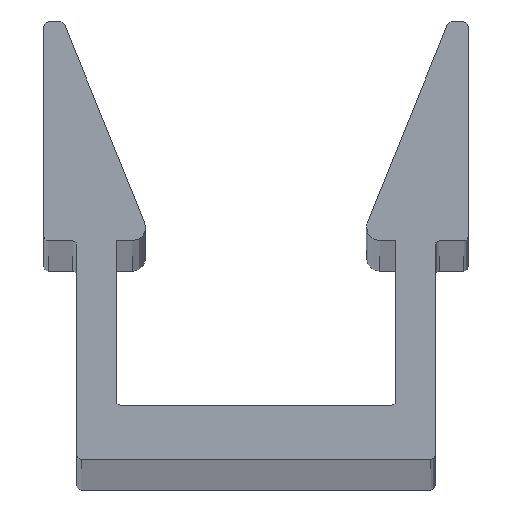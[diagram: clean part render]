
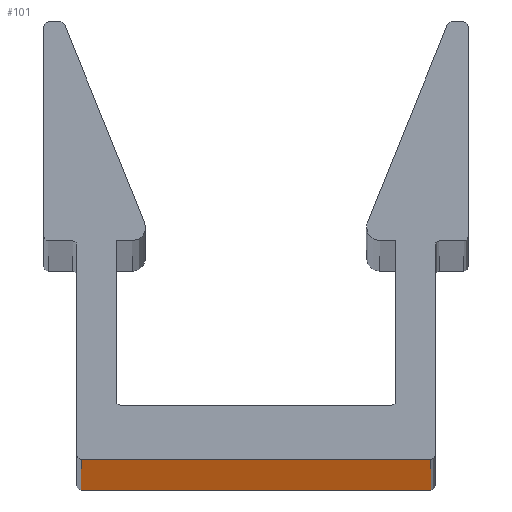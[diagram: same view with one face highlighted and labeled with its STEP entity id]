
A CAD part, top view. The second image highlights one B-rep face of the part: STEP entity #101.
In plain terms, the highlighted planar face has unit normal (0, -1, 0).
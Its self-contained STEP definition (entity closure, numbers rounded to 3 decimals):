
#10 = ORIENTED_EDGE ( 'NONE', *, *, #839, .T. ) ;
#29 = CARTESIAN_POINT ( 'NONE',  ( -5.207, 0., 508. ) ) ;
#34 = CARTESIAN_POINT ( 'NONE',  ( 5.073, 0., 508. ) ) ;
#38 = CARTESIAN_POINT ( 'NONE',  ( -5.073, 0., 508. ) ) ;
#40 = ORIENTED_EDGE ( 'NONE', *, *, #1055, .F. ) ;
#74 = VECTOR ( 'NONE', #329, 1000. ) ;
#101 = ADVANCED_FACE ( 'NONE', ( #309 ), #840, .F. ) ;
#115 = DIRECTION ( 'NONE',  ( 1., 0., 0. ) ) ;
#120 = DIRECTION ( 'NONE',  ( 0., 1., 0. ) ) ;
#143 = CARTESIAN_POINT ( 'NONE',  ( -5.207, 0., 0. ) ) ;
#195 = DIRECTION ( 'NONE',  ( 0., 0., -1. ) ) ;
#212 = DIRECTION ( 'NONE',  ( 0., 0., 1. ) ) ;
#266 = VERTEX_POINT ( 'NONE', #510 ) ;
#309 = FACE_OUTER_BOUND ( 'NONE', #624, .T. ) ;
#322 = CARTESIAN_POINT ( 'NONE',  ( 5.073, 0., 0. ) ) ;
#329 = DIRECTION ( 'NONE',  ( 0., 0., -1. ) ) ;
#355 = VECTOR ( 'NONE', #937, 1000. ) ;
#383 = LINE ( 'NONE', #143, #355 ) ;
#451 = VERTEX_POINT ( 'NONE', #322 ) ;
#460 = VERTEX_POINT ( 'NONE', #38 ) ;
#510 = CARTESIAN_POINT ( 'NONE',  ( -5.073, 0., 0. ) ) ;
#605 = VECTOR ( 'NONE', #115, 1000. ) ;
#624 = EDGE_LOOP ( 'NONE', ( #10, #40, #1029, #963 ) ) ;
#654 = CARTESIAN_POINT ( 'NONE',  ( -5.207, 0., 508. ) ) ;
#682 = LINE ( 'NONE', #29, #605 ) ;
#732 = VERTEX_POINT ( 'NONE', #34 ) ;
#740 = VECTOR ( 'NONE', #195, 1000. ) ;
#745 = EDGE_CURVE ( 'NONE', #460, #732, #682, .T. ) ;
#764 = EDGE_CURVE ( 'NONE', #460, #266, #816, .T. ) ;
#779 = LINE ( 'NONE', #868, #74 ) ;
#816 = LINE ( 'NONE', #1089, #740 ) ;
#839 = EDGE_CURVE ( 'NONE', #266, #451, #383, .T. ) ;
#840 = PLANE ( 'NONE',  #1113 ) ;
#868 = CARTESIAN_POINT ( 'NONE',  ( 5.073, 0., 508. ) ) ;
#937 = DIRECTION ( 'NONE',  ( 1., 0., 0. ) ) ;
#963 = ORIENTED_EDGE ( 'NONE', *, *, #764, .T. ) ;
#1029 = ORIENTED_EDGE ( 'NONE', *, *, #745, .F. ) ;
#1055 = EDGE_CURVE ( 'NONE', #732, #451, #779, .T. ) ;
#1089 = CARTESIAN_POINT ( 'NONE',  ( -5.073, 0., 508. ) ) ;
#1113 = AXIS2_PLACEMENT_3D ( 'NONE', #654, #120, #212 ) ;
